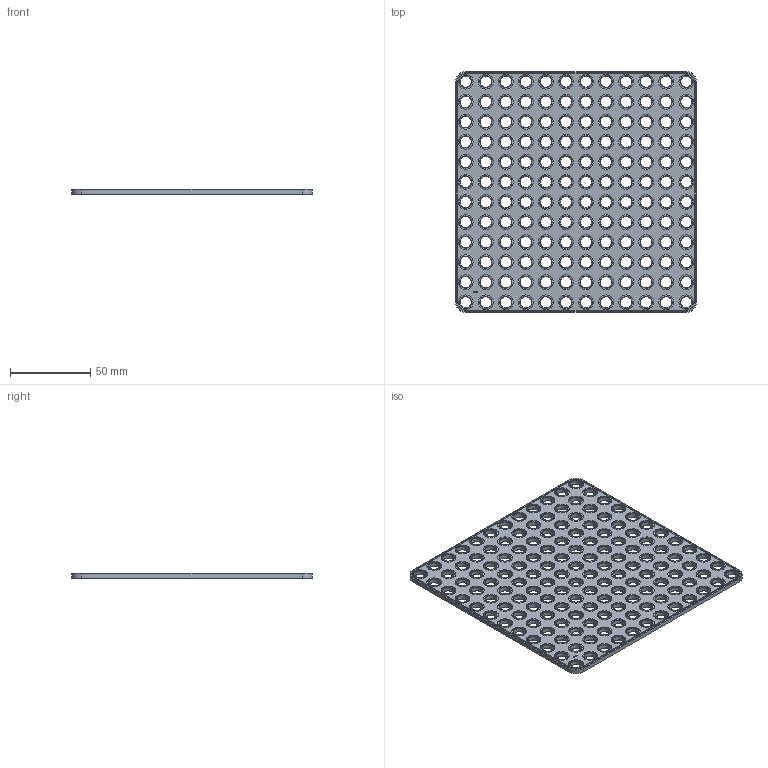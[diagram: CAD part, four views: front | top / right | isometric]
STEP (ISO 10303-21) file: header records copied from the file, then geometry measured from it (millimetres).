
FILE_DESCRIPTION(('FreeCAD Model'),'2;1');
FILE_NAME('Open CASCADE Shape Model','2024-01-31T15:16:23',(''),(''), 'Open CASCADE STEP processor 7.6','FreeCAD','Unknown');
FILE_SCHEMA(('AUTOMOTIVE_DESIGN { 1 0 10303 214 1 1 1 1 }'));
Products named in the file (1): Plate SQR CRNR BU12x00.25 - SPN-PLT-0047 (stemfie.org)
Bounding box: 150 x 150 x 3.12 mm (x, y, z)
Volume: 50093.6 mm3; surface area: 45250.1 mm2
Topology: 1 solids, 1 shells, 1176 faces, 2687 edges, 1690 vertices
Faces by surface type: plane 474, cylinder 296, cone 296, extrusion 110
Full cylindrical faces by diameter (mm): 7 x144, 9.2 x144
Entity records: 69625 total; most frequent: CARTESIAN_POINT 15257, DIRECTION 9797, VECTOR 5583, LINE 5473, ORIENTED_EDGE 5374, PCURVE 5374, DEFINITIONAL_REPRESENTATION 5374, EDGE_CURVE 2687
